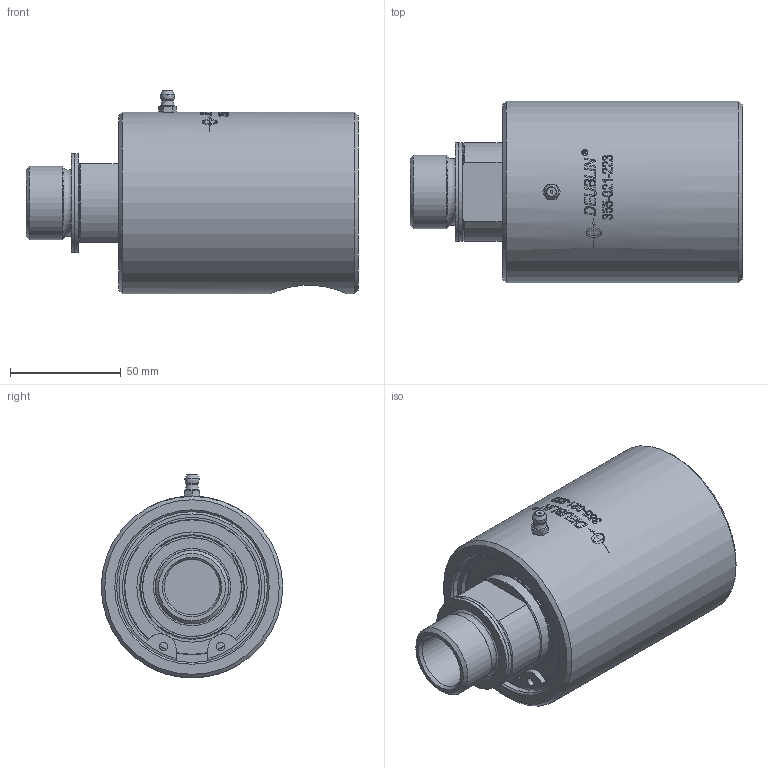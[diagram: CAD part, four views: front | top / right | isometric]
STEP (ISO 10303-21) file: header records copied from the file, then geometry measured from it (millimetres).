
FILE_DESCRIPTION(/* description */ (''),/* implementation_level */ '2;1');
FILE_NAME(/* name */ '355-021-223-IC.stp',/* time_stamp */ '2020-05-18T08:23:18-05:00',/* author */ ('Moorera'),/* organization */ (''),/* preprocessor_version */ 'ST-DEVELOPER v18.1',/* originating_system */ 'Autodesk Inventor 2020',/* authorisation */ '');
FILE_SCHEMA (('AUTOMOTIVE_DESIGN { 1 0 10303 214 3 1 1 }'));
Length unit declared in the file: millimetre
Products named in the file (1): 355-021-223-IC
Bounding box: 149.91 x 82 x 91.99 mm (x, y, z)
Volume: 568359.5 mm3; surface area: 53843.1 mm2
Topology: 1 solids, 1 shells, 388 faces, 1043 edges, 697 vertices
Faces by surface type: plane 178, bspline 123, cylinder 59, cone 19, torus 7, sphere 2
Full cylindrical faces by diameter (mm): 3.72 x2, 25 x1, 28.575 x1, 33.249 x1, 34.9 x1, 35 x1, 44.5 x1, 44.65 x2, 49.775 x1, 60.725 x1, 61.1 x1, 68.1 x1, 73.8 x1, 82 x1
Entity records: 16647 total; most frequent: CARTESIAN_POINT 7215, ORIENTED_EDGE 2084, DIRECTION 1688, EDGE_CURVE 1042, VERTEX_POINT 697, AXIS2_PLACEMENT_3D 656, EDGE_LOOP 434, FACE_OUTER_BOUND 388
